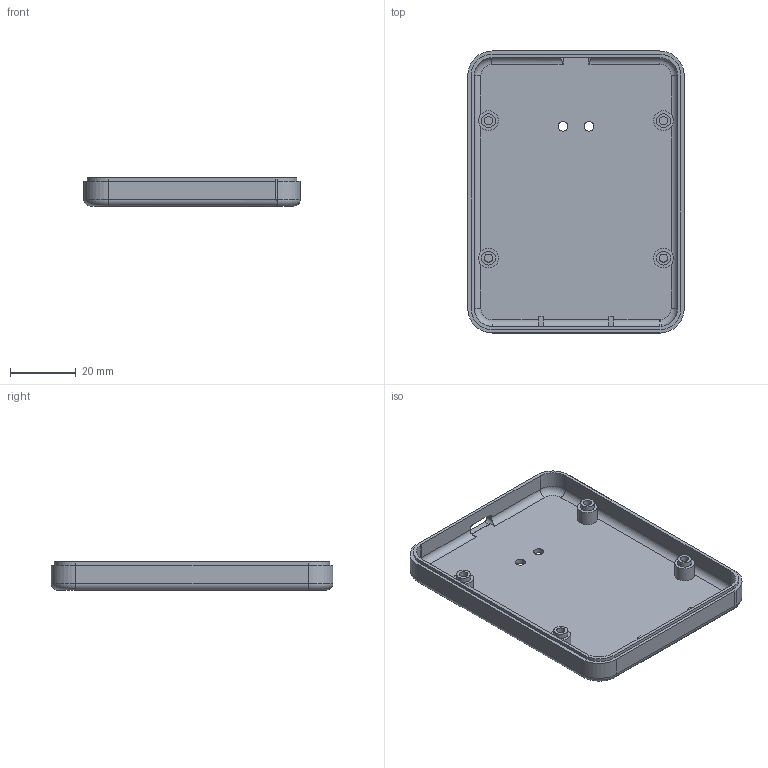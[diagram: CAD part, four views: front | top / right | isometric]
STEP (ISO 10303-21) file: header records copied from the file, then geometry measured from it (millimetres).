
FILE_DESCRIPTION(/* description */ (''),/* implementation_level */ '2;1');
FILE_NAME(/* name */ 'HackPadBase.step',/* time_stamp */ '2025-12-01T23:21:00+05:30',/* author */ (''),/* organization */ (''),/* preprocessor_version */ 'ST-DEVELOPER v20.1',/* originating_system */ 'Autodesk Translation Framework v14.21.0.0',/* authorisation */ '');
FILE_SCHEMA (('AUTOMOTIVE_DESIGN { 1 0 10303 214 3 1 1 }'));
Length unit declared in the file: millimetre
Products named in the file (1): Base
Bounding box: 65.96 x 85.95 x 8.56 mm (x, y, z)
Volume: 12602.4 mm3; surface area: 15828.1 mm2
Topology: 1 solids, 1 shells, 104 faces, 268 edges, 171 vertices
Faces by surface type: plane 50, cylinder 43, torus 8, bspline 3
Full cylindrical faces by diameter (mm): 2.5 x4, 3 x2, 4.25 x4, 6 x4
Entity records: 3439 total; most frequent: CARTESIAN_POINT 820, DIRECTION 553, ORIENTED_EDGE 530, EDGE_CURVE 265, AXIS2_PLACEMENT_3D 203, VERTEX_POINT 171, LINE 147, VECTOR 147
